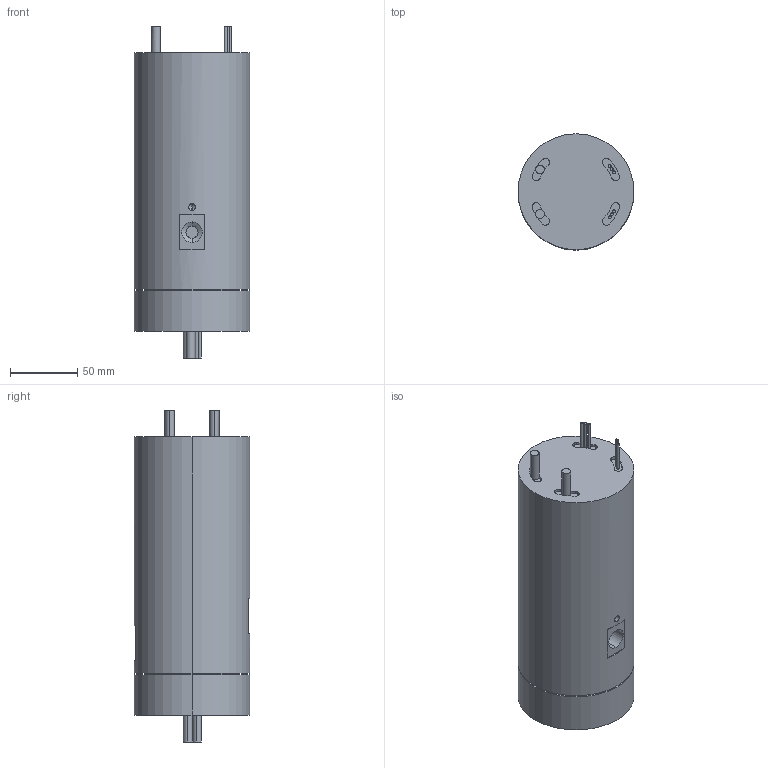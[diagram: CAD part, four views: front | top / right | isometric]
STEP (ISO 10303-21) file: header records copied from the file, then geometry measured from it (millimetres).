
FILE_DESCRIPTION (( 'STEP AP203' ), '1' );
FILE_NAME ('RX01225002.STEP', '2021-01-29T01:29:43', ( '微软用户' ), ( '微软中国' ), 'SwSTEP 2.0', 'SolidWorks 2014', '' );
FILE_SCHEMA (( 'CONFIG_CONTROL_DESIGN' ));
Length unit declared in the file: millimetre
Products named in the file (1): RX01225002
Bounding box: 86 x 86 x 246.4 mm (x, y, z)
Volume: 1158007.5 mm3; surface area: 95473.7 mm2
Topology: 1 solids, 8 shells, 201 faces, 444 edges, 267 vertices
Faces by surface type: cylinder 116, plane 47, cone 38
Entity records: 5701 total; most frequent: CARTESIAN_POINT 1157, DIRECTION 1042, ORIENTED_EDGE 828, AXIS2_PLACEMENT_3D 438, EDGE_CURVE 414, VERTEX_POINT 267, EDGE_LOOP 239, CIRCLE 236
